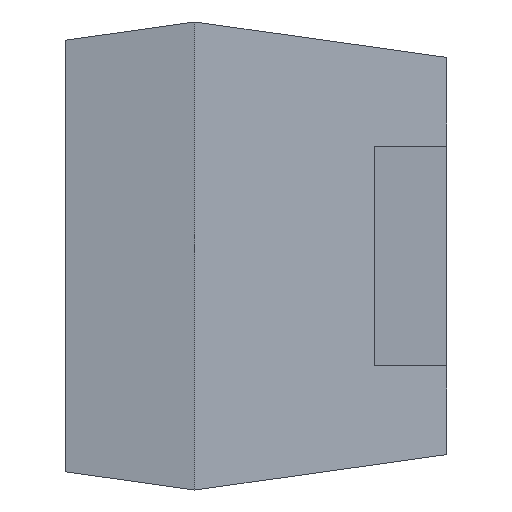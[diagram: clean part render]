
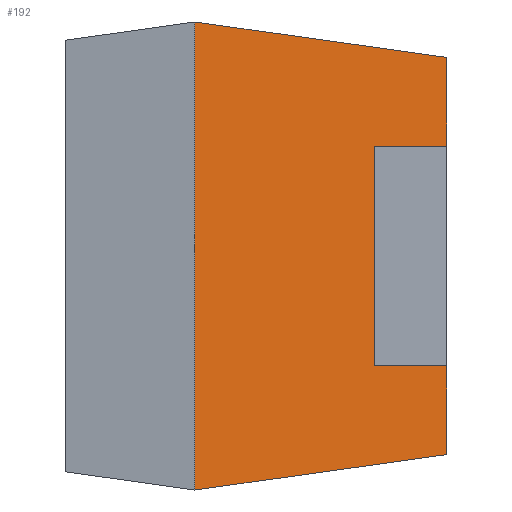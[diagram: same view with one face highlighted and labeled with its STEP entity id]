
A CAD part, left-side view. The second image highlights one B-rep face of the part: STEP entity #192.
In plain terms, the highlighted planar face has unit normal (-0.99, -0.139, 0).
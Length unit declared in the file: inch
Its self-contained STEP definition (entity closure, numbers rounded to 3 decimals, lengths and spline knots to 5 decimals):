
#66 = ORIENTED_EDGE ( 'NONE', *, *, #293, .T. ) ;
#81 = CARTESIAN_POINT ( 'NONE',  ( -0.05339, 0.01999, -0.03039 ) ) ;
#92 = EDGE_CURVE ( 'NONE', #872, #1039, #807, .T. ) ;
#127 = LINE ( 'NONE', #81, #663 ) ;
#135 = CARTESIAN_POINT ( 'NONE',  ( -0.05058, 0., 0. ) ) ;
#192 = ADVANCED_FACE ( 'NONE', ( #1189 ), #1137, .T. ) ;
#205 = CARTESIAN_POINT ( 'NONE',  ( -0.05058, 0., 0. ) ) ;
#234 = CARTESIAN_POINT ( 'NONE',  ( -0.0555, 0.035, -0.0325 ) ) ;
#279 = DIRECTION ( 'NONE',  ( 0., 0., 1. ) ) ;
#293 = EDGE_CURVE ( 'NONE', #579, #1096, #602, .T. ) ;
#303 = DIRECTION ( 'NONE',  ( -0.99, -0.139, 0. ) ) ;
#345 = CARTESIAN_POINT ( 'NONE',  ( -0.05058, 0., -0.01525 ) ) ;
#347 = ORIENTED_EDGE ( 'NONE', *, *, #92, .T. ) ;
#370 = VERTEX_POINT ( 'NONE', #345 ) ;
#375 = AXIS2_PLACEMENT_3D ( 'NONE', #755, #303, #850 ) ;
#377 = VECTOR ( 'NONE', #967, 39.37008 ) ;
#399 = DIRECTION ( 'NONE',  ( -0.139, 0.99, 0. ) ) ;
#402 = VERTEX_POINT ( 'NONE', #1125 ) ;
#421 = CARTESIAN_POINT ( 'NONE',  ( -0.05058, 0., 0.01525 ) ) ;
#424 = EDGE_CURVE ( 'NONE', #952, #1039, #1050, .T. ) ;
#430 = EDGE_CURVE ( 'NONE', #872, #370, #749, .T. ) ;
#450 = VECTOR ( 'NONE', #653, 39.37008 ) ;
#452 = VECTOR ( 'NONE', #553, 39.37008 ) ;
#453 = EDGE_CURVE ( 'NONE', #911, #1096, #942, .T. ) ;
#487 = EDGE_CURVE ( 'NONE', #952, #579, #959, .T. ) ;
#495 = EDGE_LOOP ( 'NONE', ( #724, #979, #66, #981, #965, #1168, #948, #347 ) ) ;
#496 = CARTESIAN_POINT ( 'NONE',  ( -0.05199, 0.01, -0.01525 ) ) ;
#533 = CARTESIAN_POINT ( 'NONE',  ( -0.0555, 0.035, 0.0325 ) ) ;
#553 = DIRECTION ( 'NONE',  ( 0., 0., 1. ) ) ;
#579 = VERTEX_POINT ( 'NONE', #1075 ) ;
#602 = LINE ( 'NONE', #689, #377 ) ;
#653 = DIRECTION ( 'NONE',  ( 0., 0., 1. ) ) ;
#663 = VECTOR ( 'NONE', #904, 39.37008 ) ;
#689 = CARTESIAN_POINT ( 'NONE',  ( -0.0555, 0.035, 0.0325 ) ) ;
#711 = VECTOR ( 'NONE', #737, 39.37008 ) ;
#722 = CARTESIAN_POINT ( 'NONE',  ( -0.05199, 0.01, 0.0325 ) ) ;
#724 = ORIENTED_EDGE ( 'NONE', *, *, #424, .F. ) ;
#737 = DIRECTION ( 'NONE',  ( 0.139, -0.99, 0. ) ) ;
#749 = LINE ( 'NONE', #1007, #711 ) ;
#755 = CARTESIAN_POINT ( 'NONE',  ( -0.0555, 0.035, 0.0325 ) ) ;
#779 = VECTOR ( 'NONE', #279, 39.37008 ) ;
#784 = EDGE_CURVE ( 'NONE', #402, #370, #842, .T. ) ;
#807 = LINE ( 'NONE', #722, #779 ) ;
#842 = LINE ( 'NONE', #135, #927 ) ;
#850 = DIRECTION ( 'NONE',  ( 0.139, -0.99, 0. ) ) ;
#872 = VERTEX_POINT ( 'NONE', #496 ) ;
#889 = CARTESIAN_POINT ( 'NONE',  ( -0.0555, 0.035, 0.01525 ) ) ;
#904 = DIRECTION ( 'NONE',  ( -0.138, 0.981, -0.138 ) ) ;
#911 = VERTEX_POINT ( 'NONE', #234 ) ;
#927 = VECTOR ( 'NONE', #1158, 39.37008 ) ;
#942 = LINE ( 'NONE', #1144, #452 ) ;
#948 = ORIENTED_EDGE ( 'NONE', *, *, #430, .F. ) ;
#952 = VERTEX_POINT ( 'NONE', #421 ) ;
#959 = LINE ( 'NONE', #205, #450 ) ;
#965 = ORIENTED_EDGE ( 'NONE', *, *, #1102, .F. ) ;
#967 = DIRECTION ( 'NONE',  ( -0.138, 0.981, 0.138 ) ) ;
#979 = ORIENTED_EDGE ( 'NONE', *, *, #487, .T. ) ;
#981 = ORIENTED_EDGE ( 'NONE', *, *, #453, .F. ) ;
#991 = VECTOR ( 'NONE', #399, 39.37008 ) ;
#1007 = CARTESIAN_POINT ( 'NONE',  ( -0.0555, 0.035, -0.01525 ) ) ;
#1039 = VERTEX_POINT ( 'NONE', #1192 ) ;
#1050 = LINE ( 'NONE', #889, #991 ) ;
#1075 = CARTESIAN_POINT ( 'NONE',  ( -0.05058, 0., 0.02758 ) ) ;
#1096 = VERTEX_POINT ( 'NONE', #533 ) ;
#1102 = EDGE_CURVE ( 'NONE', #402, #911, #127, .T. ) ;
#1125 = CARTESIAN_POINT ( 'NONE',  ( -0.05058, 0., -0.02758 ) ) ;
#1137 = PLANE ( 'NONE',  #375 ) ;
#1144 = CARTESIAN_POINT ( 'NONE',  ( -0.0555, 0.035, 0.0325 ) ) ;
#1158 = DIRECTION ( 'NONE',  ( 0., 0., 1. ) ) ;
#1168 = ORIENTED_EDGE ( 'NONE', *, *, #784, .T. ) ;
#1189 = FACE_OUTER_BOUND ( 'NONE', #495, .T. ) ;
#1192 = CARTESIAN_POINT ( 'NONE',  ( -0.05199, 0.01, 0.01525 ) ) ;
